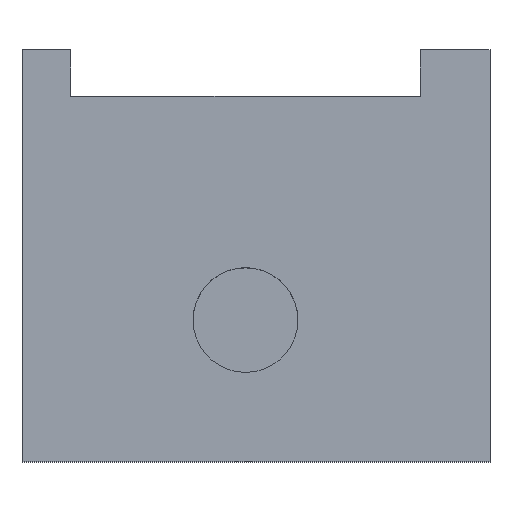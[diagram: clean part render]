
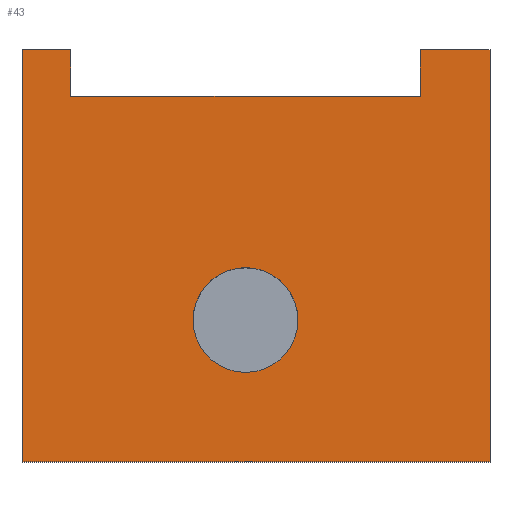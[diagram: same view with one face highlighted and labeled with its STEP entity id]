
A CAD part, top view. The second image highlights one B-rep face of the part: STEP entity #43.
In plain terms, the highlighted planar face has unit normal (0, 0, 1).
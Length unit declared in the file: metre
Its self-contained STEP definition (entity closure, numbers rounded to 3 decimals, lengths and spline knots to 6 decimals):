
#43 = ADVANCED_FACE( '', ( #92, #93 ), #94, .T. );
#92 = FACE_BOUND( '', #149, .T. );
#93 = FACE_OUTER_BOUND( '', #150, .T. );
#94 = PLANE( '', #151 );
#149 = EDGE_LOOP( '', ( #212 ) );
#150 = EDGE_LOOP( '', ( #213, #214, #215, #216, #217, #218, #219, #220 ) );
#151 = AXIS2_PLACEMENT_3D( '', #221, #222, #223 );
#212 = ORIENTED_EDGE( '', *, *, #334, .F. );
#213 = ORIENTED_EDGE( '', *, *, #335, .F. );
#214 = ORIENTED_EDGE( '', *, *, #329, .T. );
#215 = ORIENTED_EDGE( '', *, *, #336, .F. );
#216 = ORIENTED_EDGE( '', *, *, #337, .F. );
#217 = ORIENTED_EDGE( '', *, *, #338, .F. );
#218 = ORIENTED_EDGE( '', *, *, #325, .F. );
#219 = ORIENTED_EDGE( '', *, *, #339, .T. );
#220 = ORIENTED_EDGE( '', *, *, #340, .T. );
#221 = CARTESIAN_POINT( '', ( 0.0425, 0.0042, 0.088 ) );
#222 = DIRECTION( '', ( 0., 0., 1. ) );
#223 = DIRECTION( '', ( 1., 0., 0. ) );
#325 = EDGE_CURVE( '', #376, #371, #378, .T. );
#329 = EDGE_CURVE( '', #385, #383, #386, .T. );
#334 = EDGE_CURVE( '', #393, #393, #394, .T. );
#335 = EDGE_CURVE( '', #385, #395, #396, .T. );
#336 = EDGE_CURVE( '', #397, #383, #398, .T. );
#337 = EDGE_CURVE( '', #399, #397, #400, .T. );
#338 = EDGE_CURVE( '', #371, #399, #401, .T. );
#339 = EDGE_CURVE( '', #376, #402, #403, .T. );
#340 = EDGE_CURVE( '', #402, #395, #404, .T. );
#371 = VERTEX_POINT( '', #444 );
#376 = VERTEX_POINT( '', #451 );
#378 = LINE( '', #454, #455 );
#383 = VERTEX_POINT( '', #461 );
#385 = VERTEX_POINT( '', #464 );
#386 = LINE( '', #465, #466 );
#393 = VERTEX_POINT( '', #475 );
#394 = CIRCLE( '', #476, 0.0075 );
#395 = VERTEX_POINT( '', #477 );
#396 = LINE( '', #478, #479 );
#397 = VERTEX_POINT( '', #480 );
#398 = LINE( '', #481, #482 );
#399 = VERTEX_POINT( '', #483 );
#400 = LINE( '', #484, #485 );
#401 = LINE( '', #486, #487 );
#402 = VERTEX_POINT( '', #488 );
#403 = LINE( '', #489, #490 );
#404 = LINE( '', #491, #492 );
#444 = CARTESIAN_POINT( '', ( 0.068, 0.0282, 0.088 ) );
#451 = CARTESIAN_POINT( '', ( 0.068, 0.0215, 0.088 ) );
#454 = CARTESIAN_POINT( '', ( 0.068, 0.0215, 0.088 ) );
#455 = VECTOR( '', #612, 1. );
#461 = CARTESIAN_POINT( '', ( 0.011, -0.0308, 0.088 ) );
#464 = CARTESIAN_POINT( '', ( 0.011, 0.0282, 0.088 ) );
#465 = CARTESIAN_POINT( '', ( 0.011, 0.028202, 0.088 ) );
#466 = VECTOR( '', #615, 1. );
#475 = CARTESIAN_POINT( '', ( 0.0505, -0.0105, 0.088 ) );
#476 = AXIS2_PLACEMENT_3D( '', #621, #622, #623 );
#477 = CARTESIAN_POINT( '', ( 0.018, 0.0282, 0.088 ) );
#478 = CARTESIAN_POINT( '', ( 0.013, 0.0282, 0.088 ) );
#479 = VECTOR( '', #624, 1. );
#480 = CARTESIAN_POINT( '', ( 0.078, -0.0308, 0.088 ) );
#481 = CARTESIAN_POINT( '', ( 0.043, -0.0308, 0.088 ) );
#482 = VECTOR( '', #625, 1. );
#483 = CARTESIAN_POINT( '', ( 0.078, 0.0282, 0.088 ) );
#484 = CARTESIAN_POINT( '', ( 0.078, 0.0042, 0.088 ) );
#485 = VECTOR( '', #626, 1. );
#486 = CARTESIAN_POINT( '', ( 0.073, 0.0282, 0.088 ) );
#487 = VECTOR( '', #627, 1. );
#488 = CARTESIAN_POINT( '', ( 0.018, 0.0215, 0.088 ) );
#489 = CARTESIAN_POINT( '', ( 0.0425, 0.0215, 0.088 ) );
#490 = VECTOR( '', #628, 1. );
#491 = CARTESIAN_POINT( '', ( 0.018, 0.0215, 0.088 ) );
#492 = VECTOR( '', #629, 1. );
#612 = DIRECTION( '', ( 0., 1., 0. ) );
#615 = DIRECTION( '', ( 0., -1., 0. ) );
#621 = CARTESIAN_POINT( '', ( 0.043, -0.0105, 0.088 ) );
#622 = DIRECTION( '', ( 0., 0., 1. ) );
#623 = DIRECTION( '', ( 1., 0., 0. ) );
#624 = DIRECTION( '', ( 1., 0., 0. ) );
#625 = DIRECTION( '', ( -1., 0., 0. ) );
#626 = DIRECTION( '', ( 0., -1., 0. ) );
#627 = DIRECTION( '', ( 1., 0., 0. ) );
#628 = DIRECTION( '', ( -1., 0., 0. ) );
#629 = DIRECTION( '', ( 0., 1., 0. ) );
